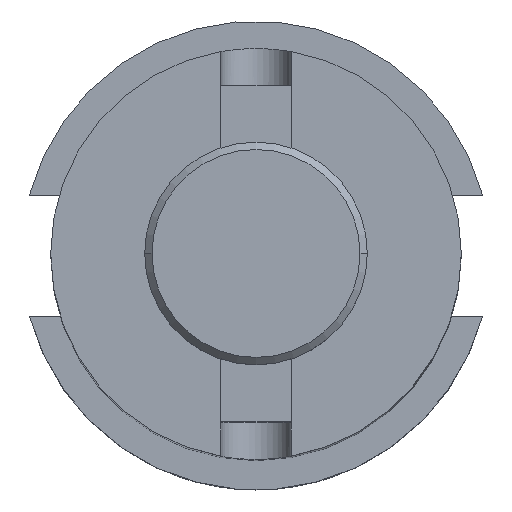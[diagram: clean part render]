
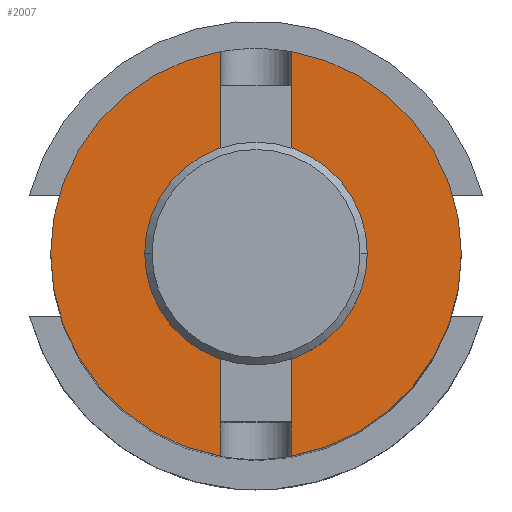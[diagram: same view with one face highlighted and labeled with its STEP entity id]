
A CAD part, top view. The second image highlights one B-rep face of the part: STEP entity #2007.
In plain terms, the highlighted planar face has unit normal (0, 0, 1).
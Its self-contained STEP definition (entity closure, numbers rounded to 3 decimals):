
#48 = CARTESIAN_POINT ( 'NONE',  ( 0., 0., 152.4 ) ) ;
#62 = CARTESIAN_POINT ( 'NONE',  ( 4.763, -13.25, 152.4 ) ) ;
#75 = PLANE ( 'NONE',  #2800 ) ;
#80 = VERTEX_POINT ( 'NONE', #2115 ) ;
#140 = CARTESIAN_POINT ( 'NONE',  ( -4.763, 13.25, 152.4 ) ) ;
#147 = EDGE_LOOP ( 'NONE', ( #2853, #2165 ) ) ;
#152 = ORIENTED_EDGE ( 'NONE', *, *, #2123, .F. ) ;
#180 = VECTOR ( 'NONE', #381, 1000. ) ;
#189 = CARTESIAN_POINT ( 'NONE',  ( 0., -13.25, 152.4 ) ) ;
#199 = DIRECTION ( 'NONE',  ( -1., 0., 0. ) ) ;
#234 = ORIENTED_EDGE ( 'NONE', *, *, #2324, .T. ) ;
#249 = CARTESIAN_POINT ( 'NONE',  ( 4.763, 27.402, 152.4 ) ) ;
#295 = DIRECTION ( 'NONE',  ( 0., -1., 0. ) ) ;
#317 = CIRCLE ( 'NONE', #1689, 27.813 ) ;
#323 = DIRECTION ( 'NONE',  ( 0., 0., -1. ) ) ;
#355 = CARTESIAN_POINT ( 'NONE',  ( -27.813, 0., 152.4 ) ) ;
#381 = DIRECTION ( 'NONE',  ( 0., -1., 0. ) ) ;
#420 = VERTEX_POINT ( 'NONE', #1271 ) ;
#470 = DIRECTION ( 'NONE',  ( 0., 0., 1. ) ) ;
#484 = AXIS2_PLACEMENT_3D ( 'NONE', #672, #696, #703 ) ;
#494 = CARTESIAN_POINT ( 'NONE',  ( 27.813, 0., 152.4 ) ) ;
#502 = VERTEX_POINT ( 'NONE', #140 ) ;
#587 = VERTEX_POINT ( 'NONE', #494 ) ;
#597 = VERTEX_POINT ( 'NONE', #355 ) ;
#661 = VERTEX_POINT ( 'NONE', #890 ) ;
#665 = CARTESIAN_POINT ( 'NONE',  ( -4.763, 0., 152.4 ) ) ;
#672 = CARTESIAN_POINT ( 'NONE',  ( 0., 0., 152.4 ) ) ;
#678 = DIRECTION ( 'NONE',  ( 0., 0., 1. ) ) ;
#689 = CARTESIAN_POINT ( 'NONE',  ( 0., 0., 152.4 ) ) ;
#696 = DIRECTION ( 'NONE',  ( 0., 0., 1. ) ) ;
#703 = DIRECTION ( 'NONE',  ( 0., -1., 0. ) ) ;
#799 = VECTOR ( 'NONE', #2540, 1000. ) ;
#853 = ORIENTED_EDGE ( 'NONE', *, *, #2283, .T. ) ;
#867 = LINE ( 'NONE', #2291, #799 ) ;
#880 = VERTEX_POINT ( 'NONE', #1679 ) ;
#890 = CARTESIAN_POINT ( 'NONE',  ( -4.763, -13.25, 152.4 ) ) ;
#917 = DIRECTION ( 'NONE',  ( 1., 0., 0. ) ) ;
#1036 = CARTESIAN_POINT ( 'NONE',  ( 4.763, 0., 152.4 ) ) ;
#1047 = DIRECTION ( 'NONE',  ( 0., 1., 0. ) ) ;
#1052 = VERTEX_POINT ( 'NONE', #2698 ) ;
#1132 = VECTOR ( 'NONE', #2048, 1000. ) ;
#1195 = VERTEX_POINT ( 'NONE', #3004 ) ;
#1264 = VECTOR ( 'NONE', #2314, 1000. ) ;
#1271 = CARTESIAN_POINT ( 'NONE',  ( 0., 12.7, 152.4 ) ) ;
#1296 = CARTESIAN_POINT ( 'NONE',  ( 0., 0., 152.4 ) ) ;
#1318 = EDGE_CURVE ( 'NONE', #502, #880, #2401, .T. ) ;
#1325 = ORIENTED_EDGE ( 'NONE', *, *, #2303, .T. ) ;
#1341 = LINE ( 'NONE', #2043, #1264 ) ;
#1396 = VERTEX_POINT ( 'NONE', #62 ) ;
#1406 = LINE ( 'NONE', #665, #180 ) ;
#1407 = ORIENTED_EDGE ( 'NONE', *, *, #1318, .F. ) ;
#1426 = EDGE_CURVE ( 'NONE', #1396, #661, #2235, .T. ) ;
#1487 = ORIENTED_EDGE ( 'NONE', *, *, #2055, .F. ) ;
#1524 = EDGE_CURVE ( 'NONE', #420, #1052, #1979, .T. ) ;
#1543 = DIRECTION ( 'NONE',  ( 1., 0., 0. ) ) ;
#1564 = CIRCLE ( 'NONE', #2098, 27.813 ) ;
#1654 = FACE_OUTER_BOUND ( 'NONE', #2506, .T. ) ;
#1679 = CARTESIAN_POINT ( 'NONE',  ( 4.763, 13.25, 152.4 ) ) ;
#1689 = AXIS2_PLACEMENT_3D ( 'NONE', #1886, #470, #2160 ) ;
#1692 = EDGE_CURVE ( 'NONE', #880, #2367, #2595, .T. ) ;
#1709 = DIRECTION ( 'NONE',  ( 0., 0., 1. ) ) ;
#1711 = CARTESIAN_POINT ( 'NONE',  ( -4.763, -27.402, 152.4 ) ) ;
#1776 = CIRCLE ( 'NONE', #2855, 12.7 ) ;
#1848 = EDGE_CURVE ( 'NONE', #661, #2728, #1406, .T. ) ;
#1886 = CARTESIAN_POINT ( 'NONE',  ( 0., 0., 152.4 ) ) ;
#1910 = ORIENTED_EDGE ( 'NONE', *, *, #1426, .F. ) ;
#1926 = CIRCLE ( 'NONE', #2553, 27.813 ) ;
#1930 = CARTESIAN_POINT ( 'NONE',  ( 0., 13.25, 152.4 ) ) ;
#1979 = CIRCLE ( 'NONE', #484, 12.7 ) ;
#1994 = ORIENTED_EDGE ( 'NONE', *, *, #2125, .T. ) ;
#1995 = DIRECTION ( 'NONE',  ( -1., 0., 0. ) ) ;
#2007 = ADVANCED_FACE ( 'NONE', ( #3036, #1654 ), #75, .F. ) ;
#2043 = CARTESIAN_POINT ( 'NONE',  ( -4.763, 0., 152.4 ) ) ;
#2048 = DIRECTION ( 'NONE',  ( 1., 0., 0. ) ) ;
#2055 = EDGE_CURVE ( 'NONE', #1195, #1396, #867, .T. ) ;
#2098 = AXIS2_PLACEMENT_3D ( 'NONE', #689, #2415, #917 ) ;
#2115 = CARTESIAN_POINT ( 'NONE',  ( -4.763, 27.402, 152.4 ) ) ;
#2123 = EDGE_CURVE ( 'NONE', #80, #502, #1341, .T. ) ;
#2125 = EDGE_CURVE ( 'NONE', #80, #597, #1926, .T. ) ;
#2132 = CARTESIAN_POINT ( 'NONE',  ( 0., 0., 152.4 ) ) ;
#2160 = DIRECTION ( 'NONE',  ( 1., 0., 0. ) ) ;
#2165 = ORIENTED_EDGE ( 'NONE', *, *, #1524, .F. ) ;
#2208 = AXIS2_PLACEMENT_3D ( 'NONE', #2132, #678, #2405 ) ;
#2235 = LINE ( 'NONE', #189, #2925 ) ;
#2283 = EDGE_CURVE ( 'NONE', #1195, #587, #3069, .T. ) ;
#2291 = CARTESIAN_POINT ( 'NONE',  ( 4.763, 0., 152.4 ) ) ;
#2303 = EDGE_CURVE ( 'NONE', #597, #2728, #1564, .T. ) ;
#2314 = DIRECTION ( 'NONE',  ( 0., -1., 0. ) ) ;
#2324 = EDGE_CURVE ( 'NONE', #587, #2367, #317, .T. ) ;
#2367 = VERTEX_POINT ( 'NONE', #249 ) ;
#2401 = LINE ( 'NONE', #1930, #1132 ) ;
#2405 = DIRECTION ( 'NONE',  ( 1., 0., 0. ) ) ;
#2415 = DIRECTION ( 'NONE',  ( 0., 0., 1. ) ) ;
#2506 = EDGE_LOOP ( 'NONE', ( #1487, #853, #234, #2774, #1407, #152, #1994, #1325, #2606, #1910 ) ) ;
#2540 = DIRECTION ( 'NONE',  ( 0., 1., 0. ) ) ;
#2553 = AXIS2_PLACEMENT_3D ( 'NONE', #1296, #3087, #1543 ) ;
#2595 = LINE ( 'NONE', #1036, #3114 ) ;
#2606 = ORIENTED_EDGE ( 'NONE', *, *, #1848, .F. ) ;
#2698 = CARTESIAN_POINT ( 'NONE',  ( 0., -12.7, 152.4 ) ) ;
#2728 = VERTEX_POINT ( 'NONE', #1711 ) ;
#2774 = ORIENTED_EDGE ( 'NONE', *, *, #1692, .F. ) ;
#2776 = CARTESIAN_POINT ( 'NONE',  ( 28.147, -27.731, 152.4 ) ) ;
#2800 = AXIS2_PLACEMENT_3D ( 'NONE', #2776, #323, #1995 ) ;
#2853 = ORIENTED_EDGE ( 'NONE', *, *, #3065, .F. ) ;
#2855 = AXIS2_PLACEMENT_3D ( 'NONE', #48, #1709, #295 ) ;
#2925 = VECTOR ( 'NONE', #199, 1000. ) ;
#3004 = CARTESIAN_POINT ( 'NONE',  ( 4.763, -27.402, 152.4 ) ) ;
#3036 = FACE_BOUND ( 'NONE', #147, .T. ) ;
#3065 = EDGE_CURVE ( 'NONE', #1052, #420, #1776, .T. ) ;
#3069 = CIRCLE ( 'NONE', #2208, 27.813 ) ;
#3087 = DIRECTION ( 'NONE',  ( 0., 0., 1. ) ) ;
#3114 = VECTOR ( 'NONE', #1047, 1000. ) ;
